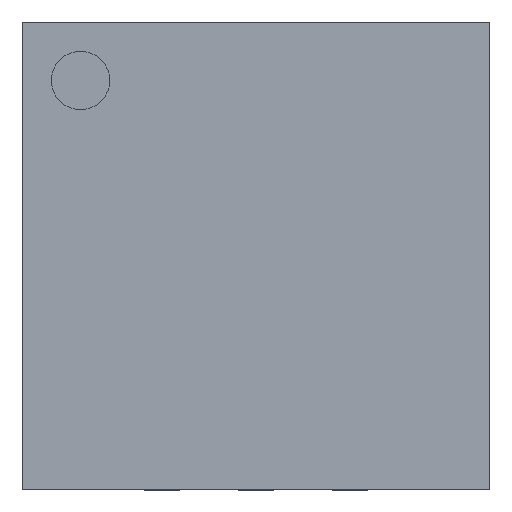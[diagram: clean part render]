
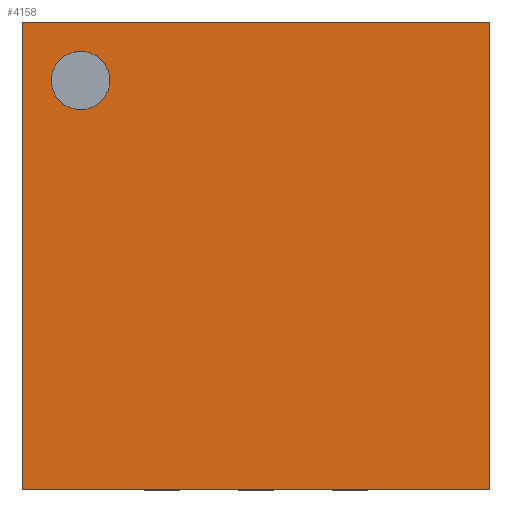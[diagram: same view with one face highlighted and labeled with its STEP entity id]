
A CAD part, top view. The second image highlights one B-rep face of the part: STEP entity #4158.
In plain terms, the highlighted free-form (B-spline) face has degree [1, 1] with [2, 2] control points.
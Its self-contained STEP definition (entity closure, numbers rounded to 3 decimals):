
#2255=CARTESIAN_POINT('',(-1.25,1.5,0.8));
#2256=VERTEX_POINT('',#2255);
#2265=CARTESIAN_POINT('',(-1.75,1.5,0.8));
#2266=VERTEX_POINT('',#2265);
#2267=CARTESIAN_POINT('',(-1.5,1.5,0.8));
#2268=DIRECTION('',(0.0,0.0,-1.0));
#2269=DIRECTION('',(1.0,0.0,0.0));
#2270=AXIS2_PLACEMENT_3D('',#2267,#2268,#2269);
#2271=CIRCLE('',#2270,0.25);
#2272=EDGE_CURVE('',#2266,#2256,#2271,.T.);
#2306=CARTESIAN_POINT('',(-1.5,1.5,0.8));
#2307=DIRECTION('',(0.0,0.0,-1.0));
#2308=DIRECTION('',(1.0,0.0,0.0));
#2309=AXIS2_PLACEMENT_3D('',#2306,#2307,#2308);
#2310=CIRCLE('',#2309,0.25);
#2311=EDGE_CURVE('',#2256,#2266,#2310,.T.);
#4115=CARTESIAN_POINT('',(-2.0,-2.0,0.8));
#4116=CARTESIAN_POINT('',(2.0,-2.0,0.8));
#4117=CARTESIAN_POINT('',(-2.0,2.0,0.8));
#4118=CARTESIAN_POINT('',(2.0,2.0,0.8));
#4119=B_SPLINE_SURFACE_WITH_KNOTS('',1,1,((#4115,#4117),(#4116,#4118)),.UNSPECIFIED.,.F.,.F.,.U.,(2,2),(2,2),(0.0,4.0),(0.0,4.0),.UNSPECIFIED.);
#4120=CARTESIAN_POINT('',(2.0,2.0,0.8));
#4121=VERTEX_POINT('',#4120);
#4122=CARTESIAN_POINT('',(2.0,-2.0,0.8));
#4123=VERTEX_POINT('',#4122);
#4124=CARTESIAN_POINT('',(2.0,2.0,0.8));
#4125=DIRECTION('',(0.0,-1.0,0.0));
#4126=VECTOR('',#4125,4.0);
#4127=LINE('',#4124,#4126);
#4128=EDGE_CURVE('',#4121,#4123,#4127,.T.);
#4129=ORIENTED_EDGE('',*,*,#4128,.F.);
#4130=CARTESIAN_POINT('',(-2.0,2.0,0.8));
#4131=VERTEX_POINT('',#4130);
#4132=CARTESIAN_POINT('',(-2.0,2.0,0.8));
#4133=DIRECTION('',(1.0,0.0,0.0));
#4134=VECTOR('',#4133,4.0);
#4135=LINE('',#4132,#4134);
#4136=EDGE_CURVE('',#4131,#4121,#4135,.T.);
#4137=ORIENTED_EDGE('',*,*,#4136,.F.);
#4138=CARTESIAN_POINT('',(-2.0,-2.0,0.8));
#4139=VERTEX_POINT('',#4138);
#4140=CARTESIAN_POINT('',(-2.0,-2.0,0.8));
#4141=DIRECTION('',(0.0,1.0,0.0));
#4142=VECTOR('',#4141,4.0);
#4143=LINE('',#4140,#4142);
#4144=EDGE_CURVE('',#4139,#4131,#4143,.T.);
#4145=ORIENTED_EDGE('',*,*,#4144,.F.);
#4146=CARTESIAN_POINT('',(2.0,-2.0,0.8));
#4147=DIRECTION('',(-1.0,0.0,0.0));
#4148=VECTOR('',#4147,4.0);
#4149=LINE('',#4146,#4148);
#4150=EDGE_CURVE('',#4123,#4139,#4149,.T.);
#4151=ORIENTED_EDGE('',*,*,#4150,.F.);
#4152=EDGE_LOOP('',(#4129,#4137,#4145,#4151));
#4153=FACE_OUTER_BOUND('',#4152,.T.);
#4154=ORIENTED_EDGE('',*,*,#2311,.T.);
#4155=ORIENTED_EDGE('',*,*,#2272,.T.);
#4156=EDGE_LOOP('',(#4154,#4155));
#4157=FACE_BOUND('',#4156,.T.);
#4158=ADVANCED_FACE('',(#4153,#4157),#4119,.T.);
